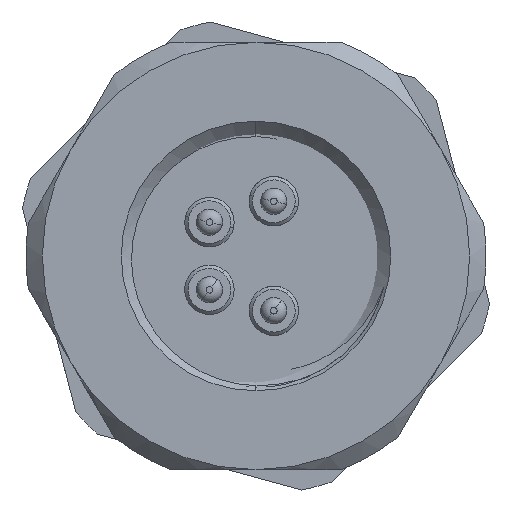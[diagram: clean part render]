
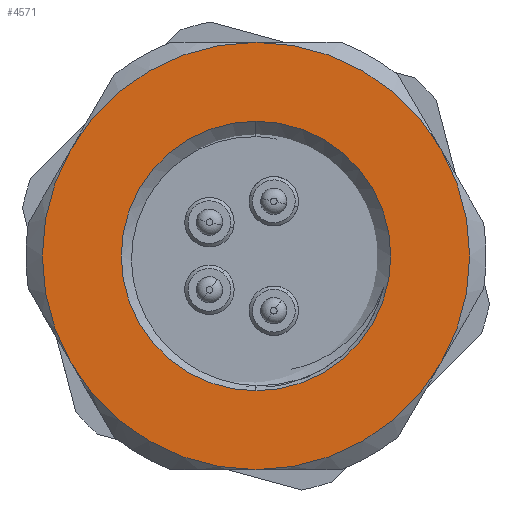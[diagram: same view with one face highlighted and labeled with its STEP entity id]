
A CAD part, left-side view. The second image highlights one B-rep face of the part: STEP entity #4571.
In plain terms, the highlighted planar face has unit normal (-1, 0, 0).
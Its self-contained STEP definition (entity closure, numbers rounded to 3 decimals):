
#69 = DIRECTION ( 'NONE',  ( 0., 0., -1. ) ) ;
#413 = CARTESIAN_POINT ( 'NONE',  ( -13.6, 5.629, 3.25 ) ) ;
#864 = DIRECTION ( 'NONE',  ( -1., 0., 0. ) ) ;
#1117 = CIRCLE ( 'NONE', #12149, 4.1 ) ;
#1146 = CARTESIAN_POINT ( 'NONE',  ( -13.6, 0., 0. ) ) ;
#1353 = CARTESIAN_POINT ( 'NONE',  ( -13.6, 5.629, -3.25 ) ) ;
#1471 = AXIS2_PLACEMENT_3D ( 'NONE', #7293, #14850, #7388 ) ;
#2444 = DIRECTION ( 'NONE',  ( 0., 0., -1. ) ) ;
#2710 = CIRCLE ( 'NONE', #10909, 6.5 ) ;
#2749 = EDGE_CURVE ( 'NONE', #10634, #18322, #14376, .T. ) ;
#2895 = PLANE ( 'NONE',  #8701 ) ;
#3086 = CARTESIAN_POINT ( 'NONE',  ( -13.6, 0., 0. ) ) ;
#3248 = DIRECTION ( 'NONE',  ( -1., 0., 0. ) ) ;
#4269 = DIRECTION ( 'NONE',  ( -1., 0., 0. ) ) ;
#4339 = EDGE_CURVE ( 'NONE', #8026, #13140, #4579, .T. ) ;
#4415 = DIRECTION ( 'NONE',  ( 0., 0., -1. ) ) ;
#4498 = EDGE_CURVE ( 'NONE', #14808, #12716, #1117, .T. ) ;
#4571 = ADVANCED_FACE ( 'NONE', ( #10392, #16373 ), #2895, .F. ) ;
#4579 = CIRCLE ( 'NONE', #9613, 6.5 ) ;
#4924 = EDGE_CURVE ( 'NONE', #5248, #12880, #2710, .T. ) ;
#5248 = VERTEX_POINT ( 'NONE', #7462 ) ;
#5311 = CARTESIAN_POINT ( 'NONE',  ( -13.6, 0., 0. ) ) ;
#5484 = ORIENTED_EDGE ( 'NONE', *, *, #4498, .T. ) ;
#5532 = CARTESIAN_POINT ( 'NONE',  ( -13.6, 0., -4.1 ) ) ;
#5730 = EDGE_CURVE ( 'NONE', #12716, #14808, #12839, .T. ) ;
#5959 = DIRECTION ( 'NONE',  ( 0., 0., -1. ) ) ;
#6099 = DIRECTION ( 'NONE',  ( 1., 0., 0. ) ) ;
#6358 = DIRECTION ( 'NONE',  ( 0., 0., -1. ) ) ;
#6870 = CARTESIAN_POINT ( 'NONE',  ( -13.6, 0., 6.5 ) ) ;
#7232 = CIRCLE ( 'NONE', #15685, 6.5 ) ;
#7293 = CARTESIAN_POINT ( 'NONE',  ( -13.6, 0., 0. ) ) ;
#7388 = DIRECTION ( 'NONE',  ( 0., 0., -1. ) ) ;
#7430 = DIRECTION ( 'NONE',  ( 0., 0., -1. ) ) ;
#7462 = CARTESIAN_POINT ( 'NONE',  ( -13.6, -5.629, -3.25 ) ) ;
#7701 = ORIENTED_EDGE ( 'NONE', *, *, #2749, .T. ) ;
#7859 = EDGE_CURVE ( 'NONE', #12880, #10634, #15395, .T. ) ;
#7861 = AXIS2_PLACEMENT_3D ( 'NONE', #14989, #4269, #7430 ) ;
#8026 = VERTEX_POINT ( 'NONE', #1353 ) ;
#8701 = AXIS2_PLACEMENT_3D ( 'NONE', #8924, #14905, #5959 ) ;
#8876 = CARTESIAN_POINT ( 'NONE',  ( -13.6, 0., 0. ) ) ;
#8924 = CARTESIAN_POINT ( 'NONE',  ( -13.6, 7., 0. ) ) ;
#9113 = DIRECTION ( 'NONE',  ( -1., 0., 0. ) ) ;
#9613 = AXIS2_PLACEMENT_3D ( 'NONE', #3086, #9113, #6358 ) ;
#9688 = AXIS2_PLACEMENT_3D ( 'NONE', #8876, #6099, #69 ) ;
#10148 = AXIS2_PLACEMENT_3D ( 'NONE', #15234, #16790, #4415 ) ;
#10392 = FACE_BOUND ( 'NONE', #17130, .T. ) ;
#10634 = VERTEX_POINT ( 'NONE', #6870 ) ;
#10909 = AXIS2_PLACEMENT_3D ( 'NONE', #16722, #3248, #15258 ) ;
#12056 = ORIENTED_EDGE ( 'NONE', *, *, #5730, .T. ) ;
#12149 = AXIS2_PLACEMENT_3D ( 'NONE', #1146, #19145, #18949 ) ;
#12172 = EDGE_CURVE ( 'NONE', #18322, #8026, #7232, .T. ) ;
#12359 = ORIENTED_EDGE ( 'NONE', *, *, #4924, .T. ) ;
#12499 = ORIENTED_EDGE ( 'NONE', *, *, #4339, .T. ) ;
#12655 = CARTESIAN_POINT ( 'NONE',  ( -13.6, 0., 4.1 ) ) ;
#12716 = VERTEX_POINT ( 'NONE', #5532 ) ;
#12839 = CIRCLE ( 'NONE', #9688, 4.1 ) ;
#12880 = VERTEX_POINT ( 'NONE', #12897 ) ;
#12897 = CARTESIAN_POINT ( 'NONE',  ( -13.6, -5.629, 3.25 ) ) ;
#13140 = VERTEX_POINT ( 'NONE', #17692 ) ;
#14376 = CIRCLE ( 'NONE', #1471, 6.5 ) ;
#14808 = VERTEX_POINT ( 'NONE', #12655 ) ;
#14850 = DIRECTION ( 'NONE',  ( -1., 0., 0. ) ) ;
#14905 = DIRECTION ( 'NONE',  ( 1., 0., 0. ) ) ;
#14989 = CARTESIAN_POINT ( 'NONE',  ( -13.6, 0., 0. ) ) ;
#15108 = ORIENTED_EDGE ( 'NONE', *, *, #7859, .T. ) ;
#15234 = CARTESIAN_POINT ( 'NONE',  ( -13.6, 0., 0. ) ) ;
#15258 = DIRECTION ( 'NONE',  ( 0., 0., -1. ) ) ;
#15395 = CIRCLE ( 'NONE', #7861, 6.5 ) ;
#15685 = AXIS2_PLACEMENT_3D ( 'NONE', #5311, #864, #2444 ) ;
#16373 = FACE_OUTER_BOUND ( 'NONE', #17361, .T. ) ;
#16486 = EDGE_CURVE ( 'NONE', #13140, #5248, #17026, .T. ) ;
#16722 = CARTESIAN_POINT ( 'NONE',  ( -13.6, 0., 0. ) ) ;
#16790 = DIRECTION ( 'NONE',  ( -1., 0., 0. ) ) ;
#16885 = ORIENTED_EDGE ( 'NONE', *, *, #12172, .T. ) ;
#17026 = CIRCLE ( 'NONE', #10148, 6.5 ) ;
#17130 = EDGE_LOOP ( 'NONE', ( #5484, #12056 ) ) ;
#17361 = EDGE_LOOP ( 'NONE', ( #19317, #12359, #15108, #7701, #16885, #12499 ) ) ;
#17692 = CARTESIAN_POINT ( 'NONE',  ( -13.6, 0., -6.5 ) ) ;
#18322 = VERTEX_POINT ( 'NONE', #413 ) ;
#18949 = DIRECTION ( 'NONE',  ( 0., 0., -1. ) ) ;
#19145 = DIRECTION ( 'NONE',  ( 1., 0., 0. ) ) ;
#19317 = ORIENTED_EDGE ( 'NONE', *, *, #16486, .T. ) ;
